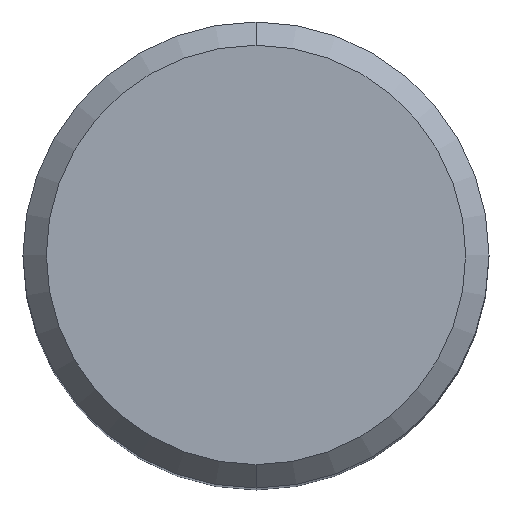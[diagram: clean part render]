
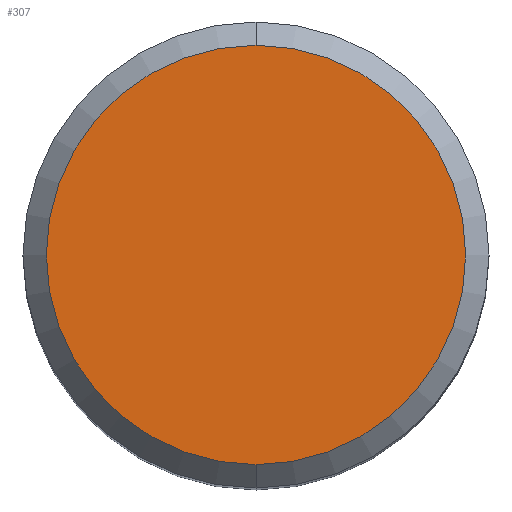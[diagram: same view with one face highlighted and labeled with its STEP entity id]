
A CAD part, top view. The second image highlights one B-rep face of the part: STEP entity #307.
In plain terms, the highlighted planar face has unit normal (0, 0, 1).
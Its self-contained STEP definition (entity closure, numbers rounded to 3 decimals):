
#209=VERTEX_POINT('',#521);
#307=ADVANCED_FACE('',(#629),#630,.T.);
#379=VERTEX_POINT('',#710);
#441=EDGE_CURVE('',#209,#379,#775,.T.);
#445=EDGE_CURVE('',#379,#209,#779,.T.);
#521=CARTESIAN_POINT('',(0.0,9.0,0.0));
#629=FACE_OUTER_BOUND('',#1166,.T.);
#630=PLANE('',#1167);
#710=CARTESIAN_POINT('',(0.,-9.0,0.0));
#775=CIRCLE('',#1573,9.0);
#779=CIRCLE('',#1578,9.0);
#1166=EDGE_LOOP('',(#1784,#1785));
#1167=AXIS2_PLACEMENT_3D('',#1786,#1787,#1788);
#1573=AXIS2_PLACEMENT_3D('',#1934,#1935,#1936);
#1578=AXIS2_PLACEMENT_3D('',#1937,#1938,#1939);
#1784=ORIENTED_EDGE('',*,*,#441,.F.);
#1785=ORIENTED_EDGE('',*,*,#445,.F.);
#1786=CARTESIAN_POINT('',(0.0,4.5,0.0));
#1787=DIRECTION('',(-0.0,0.0,1.0));
#1788=DIRECTION('',(0.0,-1.0,0.0));
#1934=CARTESIAN_POINT('',(0.0,0.0,0.0));
#1935=DIRECTION('',(0.0,0.0,-1.0));
#1936=DIRECTION('',(0.0,1.0,0.0));
#1937=CARTESIAN_POINT('',(0.0,0.0,0.0));
#1938=DIRECTION('',(0.0,0.0,-1.0));
#1939=DIRECTION('',(0.0,1.0,0.0));
